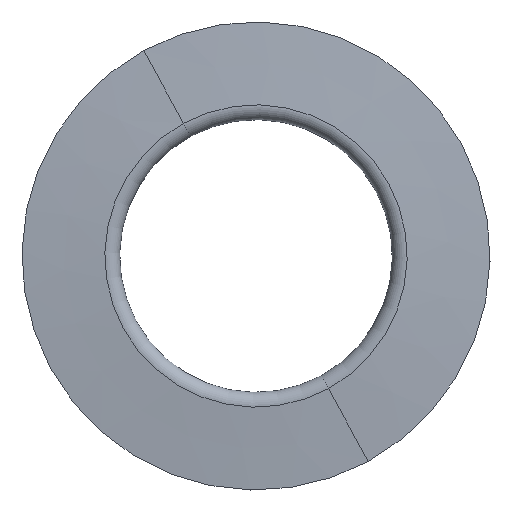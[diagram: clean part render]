
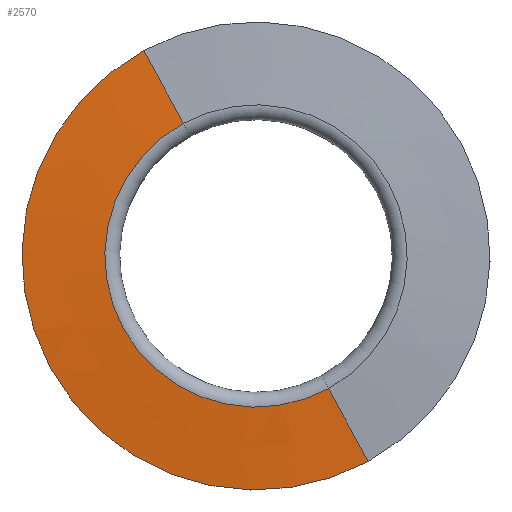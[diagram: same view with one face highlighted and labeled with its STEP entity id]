
A CAD part, front view. The second image highlights one B-rep face of the part: STEP entity #2570.
In plain terms, the highlighted conical face has half-angle 85 degrees and reference radius 11.43 mm.
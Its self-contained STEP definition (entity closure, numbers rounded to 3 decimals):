
#1470=CARTESIAN_POINT('',(-12.345,43.131,
22.598));
#1480=VERTEX_POINT('',#1470);
#1510=CARTESIAN_POINT('',(0.,43.131,0.));
#1520=DIRECTION('',(0.,-1.,0.));
#1530=DIRECTION('',(0.479,0.,
-0.878));
#1540=AXIS2_PLACEMENT_3D('',#1510,#1520,#1530);
#1550=CIRCLE('',#1540,25.75);
#1560=CARTESIAN_POINT('',(12.345,43.131,
-22.598));
#1570=VERTEX_POINT('',#1560);
#1580=EDGE_CURVE('',#1480,#1570,#1550,.T.);
#1880=CARTESIAN_POINT('',(7.973,42.333,
-14.595));
#1890=VERTEX_POINT('',#1880);
#1920=CARTESIAN_POINT('',(0.,42.333,0.));
#1930=DIRECTION('',(0.,-1.,0.));
#1940=DIRECTION('',(-0.479,0.,
0.878));
#1950=AXIS2_PLACEMENT_3D('',#1920,#1930,#1940);
#1960=CIRCLE('',#1950,16.631);
#1970=CARTESIAN_POINT('',(-7.973,42.333,
14.595));
#1980=VERTEX_POINT('',#1970);
#1990=EDGE_CURVE('',#1980,#1890,#1960,.T.);
#2360=CARTESIAN_POINT('',(0.,41.878,0.));
#2370=DIRECTION('',(0.,1.,0.));
#2380=DIRECTION('',(-0.479,0.,
0.878));
#2390=AXIS2_PLACEMENT_3D('',#2360,#2370,#2380);
#2400=CONICAL_SURFACE('',#2390,11.43,1.484);
#2410=CARTESIAN_POINT('',(5.48,41.878,
-10.031));
#2420=DIRECTION('',(0.478,0.087,
-0.874));
#2430=VECTOR('',#2420,11.474);
#2440=LINE('',#2410,#2430);
#2450=EDGE_CURVE('',#1890,#1570,#2440,.T.);
#2460=ORIENTED_EDGE('',*,*,#2450,.F.);
#2470=ORIENTED_EDGE('',*,*,#1580,.T.);
#2480=CARTESIAN_POINT('',(-5.48,41.878,
10.031));
#2490=DIRECTION('',(-0.478,0.087,
0.874));
#2500=VECTOR('',#2490,11.474);
#2510=LINE('',#2480,#2500);
#2520=EDGE_CURVE('',#1980,#1480,#2510,.T.);
#2530=ORIENTED_EDGE('',*,*,#2520,.T.);
#2540=ORIENTED_EDGE('',*,*,#1990,.F.);
#2550=EDGE_LOOP('',(#2540,#2530,#2470,#2460));
#2560=FACE_OUTER_BOUND('',#2550,.T.);
#2570=ADVANCED_FACE('',(#2560),#2400,.T.);
